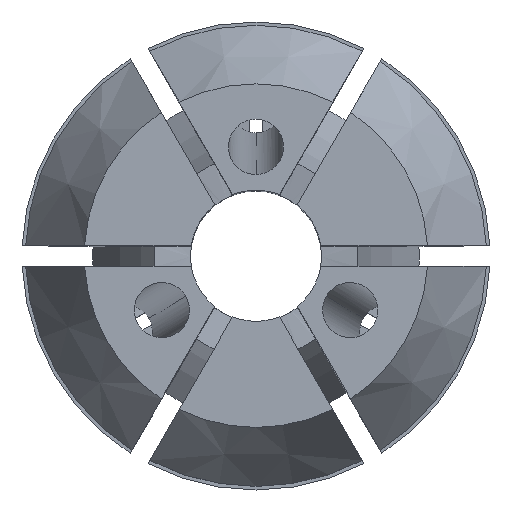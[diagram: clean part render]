
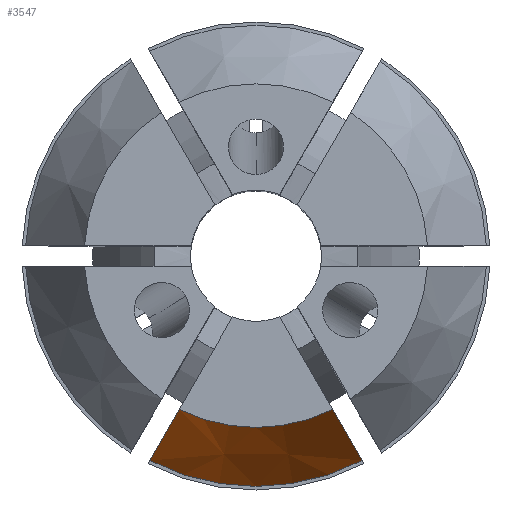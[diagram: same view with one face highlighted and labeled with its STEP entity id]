
A CAD part, top view. The second image highlights one B-rep face of the part: STEP entity #3547.
In plain terms, the highlighted conical face has half-angle 30 degrees and reference radius 8.375 mm.
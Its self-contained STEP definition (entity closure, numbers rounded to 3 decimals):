
#14 = CARTESIAN_POINT ( 'NONE',  ( 0., 0., 27.5 ) ) ;
#70 = EDGE_CURVE ( 'NONE', #3417, #1162, #1881, .T. ) ;
#197 = EDGE_CURVE ( 'NONE', #779, #1741, #922, .T. ) ;
#252 = DIRECTION ( 'NONE',  ( 0., 0., -1. ) ) ;
#508 = CARTESIAN_POINT ( 'NONE',  ( -3.502, -6.816, 25.035 ) ) ;
#541 = ORIENTED_EDGE ( 'NONE', *, *, #197, .T. ) ;
#557 = EDGE_CURVE ( 'NONE', #1162, #1741, #1749, .T. ) ;
#587 = DIRECTION ( 'NONE',  ( -1., 0., 0. ) ) ;
#740 = DIRECTION ( 'NONE',  ( -1., 0., 0. ) ) ;
#773 = AXIS2_PLACEMENT_3D ( 'NONE', #14, #2546, #3533 ) ;
#779 = VERTEX_POINT ( 'NONE', #1804 ) ;
#824 = CARTESIAN_POINT ( 'NONE',  ( -3.859, -7.433, 23.803 ) ) ;
#856 = CARTESIAN_POINT ( 'NONE',  ( -2.79, -5.582, 27.5 ) ) ;
#872 = CONICAL_SURFACE ( 'NONE', #2265, 8.375, 0.524 ) ;
#890 = EDGE_CURVE ( 'NONE', #3417, #779, #2609, .T. ) ;
#922 = B_SPLINE_CURVE_WITH_KNOTS ( 'NONE', 3,
 ( #856, #2767, #508, #824 ),
 .UNSPECIFIED., .F., .F.,
 ( 4, 4 ),
 ( 0., 0.004 ),
 .UNSPECIFIED. ) ;
#951 = CARTESIAN_POINT ( 'NONE',  ( 2.79, -5.582, 27.5 ) ) ;
#1068 = ORIENTED_EDGE ( 'NONE', *, *, #70, .F. ) ;
#1162 = VERTEX_POINT ( 'NONE', #1746 ) ;
#1291 = EDGE_LOOP ( 'NONE', ( #1472, #541, #3641, #1068 ) ) ;
#1472 = ORIENTED_EDGE ( 'NONE', *, *, #890, .T. ) ;
#1594 = CARTESIAN_POINT ( 'NONE',  ( 0., 0., 23.803 ) ) ;
#1614 = CARTESIAN_POINT ( 'NONE',  ( 3.146, -6.199, 26.268 ) ) ;
#1617 = CARTESIAN_POINT ( 'NONE',  ( -3.859, -7.433, 23.803 ) ) ;
#1741 = VERTEX_POINT ( 'NONE', #1617 ) ;
#1746 = CARTESIAN_POINT ( 'NONE',  ( 3.859, -7.433, 23.803 ) ) ;
#1749 = CIRCLE ( 'NONE', #2418, 8.375 ) ;
#1804 = CARTESIAN_POINT ( 'NONE',  ( -2.79, -5.582, 27.5 ) ) ;
#1881 = B_SPLINE_CURVE_WITH_KNOTS ( 'NONE', 3,
 ( #951, #1614, #2697, #2353 ),
 .UNSPECIFIED., .F., .F.,
 ( 4, 4 ),
 ( 0., 0.004 ),
 .UNSPECIFIED. ) ;
#1893 = DIRECTION ( 'NONE',  ( 0., 0., -1. ) ) ;
#2223 = CARTESIAN_POINT ( 'NONE',  ( 0., 0., 23.803 ) ) ;
#2265 = AXIS2_PLACEMENT_3D ( 'NONE', #1594, #252, #587 ) ;
#2353 = CARTESIAN_POINT ( 'NONE',  ( 3.859, -7.433, 23.803 ) ) ;
#2418 = AXIS2_PLACEMENT_3D ( 'NONE', #2223, #1893, #740 ) ;
#2426 = CARTESIAN_POINT ( 'NONE',  ( 2.79, -5.582, 27.5 ) ) ;
#2546 = DIRECTION ( 'NONE',  ( 0., 0., -1. ) ) ;
#2609 = CIRCLE ( 'NONE', #773, 6.24 ) ;
#2697 = CARTESIAN_POINT ( 'NONE',  ( 3.502, -6.816, 25.035 ) ) ;
#2767 = CARTESIAN_POINT ( 'NONE',  ( -3.146, -6.199, 26.268 ) ) ;
#3417 = VERTEX_POINT ( 'NONE', #2426 ) ;
#3533 = DIRECTION ( 'NONE',  ( -1., 0., 0. ) ) ;
#3547 = ADVANCED_FACE ( 'NONE', ( #4080 ), #872, .T. ) ;
#3641 = ORIENTED_EDGE ( 'NONE', *, *, #557, .F. ) ;
#4080 = FACE_OUTER_BOUND ( 'NONE', #1291, .T. ) ;
